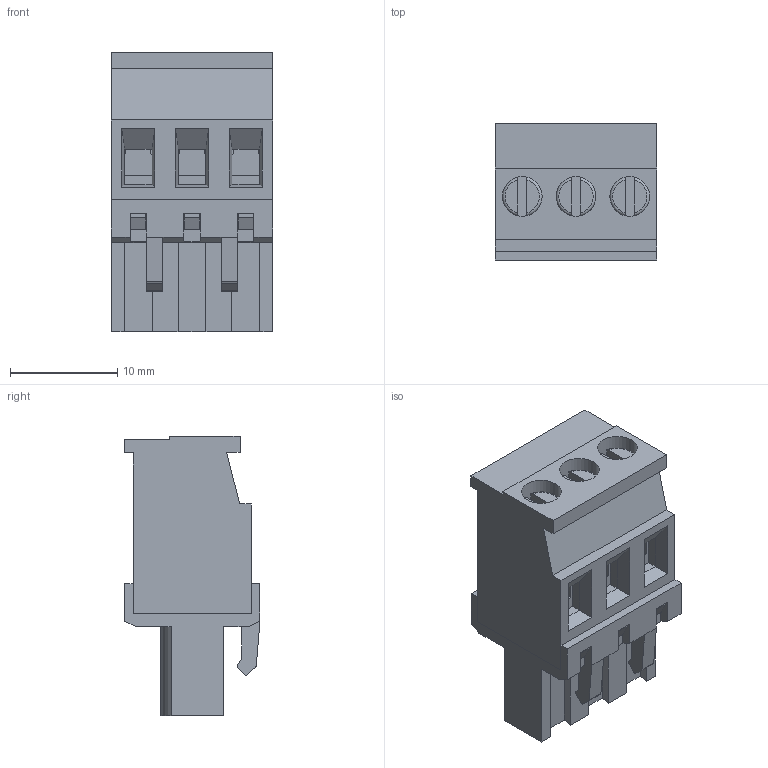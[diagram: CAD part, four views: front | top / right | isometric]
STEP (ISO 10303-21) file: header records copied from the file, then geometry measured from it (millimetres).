
FILE_DESCRIPTION( ( 'Unknown' ), '1' );
FILE_NAME( '691351700003.stp', 'Unknown', ( 'Unknown' ), ( 'Unknown' ), 'PSStep 14.0', 'Unknown', ' ' );
FILE_SCHEMA( ( 'AUTOMOTIVE_DESIGN { 1 0 10303 214 1 1 1 1 }' ) );
Length unit declared in the file: millimetre
Products named in the file (6): Assem1; 6913517000xx_CAGE; 6913517000xx_PIN; 6913517000xx_VIS; 691351700003; 691351700003_BAS
Assembly tree (11 placements, depth 2):
  Assem1
    6913517000xx_CAGE  x3
    6913517000xx_PIN  x3
    6913517000xx_VIS  x3
    691351700003
    691351700003_BAS
Bounding box: 15 x 12.65 x 26 mm (x, y, z)
Volume: 2351.9 mm3; surface area: 5649.3 mm2
Topology: 11 solids, 11 shells, 632 faces, 1771 edges, 1156 vertices
Faces by surface type: plane 496, cylinder 118, torus 12, cone 6
Full cylindrical faces by diameter (mm): 1.6 x3, 2.4 x3, 2.9 x6, 3 x3, 3.7 x6
Entity records: 17666 total; most frequent: CARTESIAN_POINT 2506, ORIENTED_EDGE 2446, DIRECTION 2252, EDGE_CURVE 1223, LINE 1094, VECTOR 1094, VERTEX_POINT 809, AXIS2_PLACEMENT_3D 579
